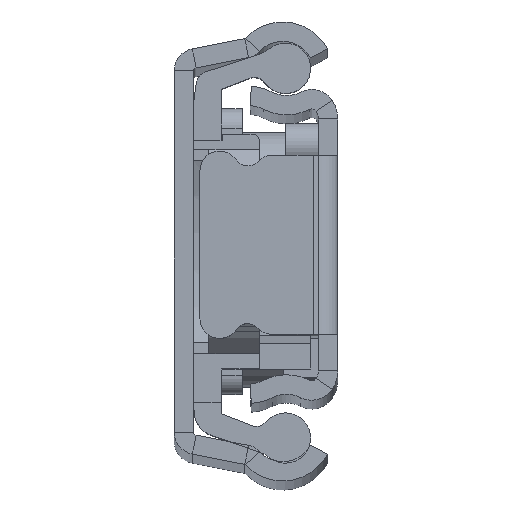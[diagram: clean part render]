
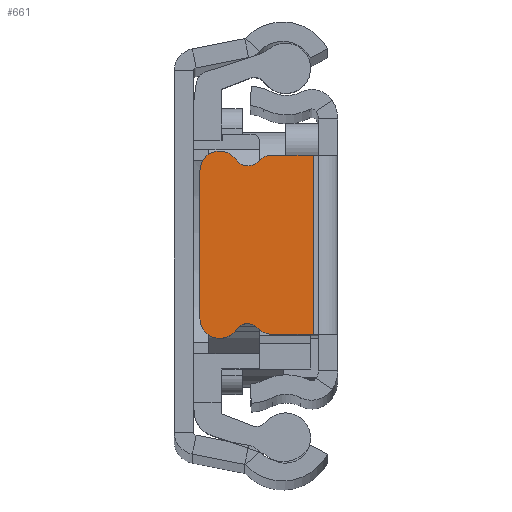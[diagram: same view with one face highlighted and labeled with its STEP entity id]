
A CAD part, top view. The second image highlights one B-rep face of the part: STEP entity #661.
In plain terms, the highlighted planar face has unit normal (0, 0, 1).
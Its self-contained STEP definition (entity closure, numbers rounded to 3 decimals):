
#26 = DIRECTION ( 'NONE',  ( 0., 0., 1. ) ) ;
#164 = CARTESIAN_POINT ( 'NONE',  ( -9.2, 7.25, 0. ) ) ;
#277 = CARTESIAN_POINT ( 'NONE',  ( 0., 7.25, 0. ) ) ;
#346 = CARTESIAN_POINT ( 'NONE',  ( 0., 0., 0. ) ) ;
#382 = LINE ( 'NONE', #5338, #9084 ) ;
#661 = ADVANCED_FACE ( 'NONE', ( #14063 ), #8169, .F. ) ;
#886 = VERTEX_POINT ( 'NONE', #164 ) ;
#942 = CARTESIAN_POINT ( 'NONE',  ( -9.14, 7.25, 0. ) ) ;
#1035 = DIRECTION ( 'NONE',  ( 0., 0., 1. ) ) ;
#1051 = CIRCLE ( 'NONE', #4161, 1.5 ) ;
#1192 = VERTEX_POINT ( 'NONE', #7177 ) ;
#1293 = CIRCLE ( 'NONE', #13276, 1.1 ) ;
#1380 = DIRECTION ( 'NONE',  ( 0., 0., 1. ) ) ;
#1408 = CIRCLE ( 'NONE', #10516, 1.5 ) ;
#1528 = ORIENTED_EDGE ( 'NONE', *, *, #15603, .T. ) ;
#1678 = CARTESIAN_POINT ( 'NONE',  ( -10.7, 5.75, 0. ) ) ;
#1796 = CIRCLE ( 'NONE', #11961, 1.1 ) ;
#1936 = AXIS2_PLACEMENT_3D ( 'NONE', #12641, #1380, #12475 ) ;
#1959 = CARTESIAN_POINT ( 'NONE',  ( -5.078, 6.95, 0. ) ) ;
#1993 = DIRECTION ( 'NONE',  ( 0., 0., -1. ) ) ;
#2108 = CARTESIAN_POINT ( 'NONE',  ( -6.99, 7.212, 0. ) ) ;
#2262 = DIRECTION ( 'NONE',  ( 0., 0., -1. ) ) ;
#2263 = ORIENTED_EDGE ( 'NONE', *, *, #10440, .T. ) ;
#2381 = ORIENTED_EDGE ( 'NONE', *, *, #11052, .T. ) ;
#2594 = DIRECTION ( 'NONE',  ( 1., 0., 0. ) ) ;
#2910 = DIRECTION ( 'NONE',  ( 0., 0., 1. ) ) ;
#3022 = CARTESIAN_POINT ( 'NONE',  ( -7.9, 6.593, 0. ) ) ;
#3209 = ORIENTED_EDGE ( 'NONE', *, *, #8493, .T. ) ;
#3376 = CARTESIAN_POINT ( 'NONE',  ( -6.99, 7.212, 0. ) ) ;
#3389 = VERTEX_POINT ( 'NONE', #942 ) ;
#3434 = DIRECTION ( 'NONE',  ( 0., -1., 0. ) ) ;
#3453 = CARTESIAN_POINT ( 'NONE',  ( -6.181, -6.467, 0. ) ) ;
#3479 = LINE ( 'NONE', #7321, #6787 ) ;
#3481 = VECTOR ( 'NONE', #2594, 1000. ) ;
#3634 = ORIENTED_EDGE ( 'NONE', *, *, #7373, .T. ) ;
#3765 = DIRECTION ( 'NONE',  ( 0., 0., 1. ) ) ;
#3870 = CARTESIAN_POINT ( 'NONE',  ( -9.2, -5.75, 0. ) ) ;
#3941 = DIRECTION ( 'NONE',  ( -1., 0., 0. ) ) ;
#4121 = DIRECTION ( 'NONE',  ( 0., 0., -1. ) ) ;
#4161 = AXIS2_PLACEMENT_3D ( 'NONE', #13815, #3765, #8744 ) ;
#4434 = ORIENTED_EDGE ( 'NONE', *, *, #16100, .T. ) ;
#4559 = VERTEX_POINT ( 'NONE', #3453 ) ;
#4966 = ORIENTED_EDGE ( 'NONE', *, *, #15403, .T. ) ;
#5218 = VERTEX_POINT ( 'NONE', #11342 ) ;
#5312 = DIRECTION ( 'NONE',  ( -1., 0., 0. ) ) ;
#5338 = CARTESIAN_POINT ( 'NONE',  ( 1.206, 6.95, 0. ) ) ;
#5578 = ORIENTED_EDGE ( 'NONE', *, *, #11972, .T. ) ;
#5587 = CIRCLE ( 'NONE', #1936, 1.5 ) ;
#5996 = DIRECTION ( 'NONE',  ( 0., 1., 0. ) ) ;
#6088 = VECTOR ( 'NONE', #12624, 1000. ) ;
#6136 = VERTEX_POINT ( 'NONE', #13093 ) ;
#6179 = ORIENTED_EDGE ( 'NONE', *, *, #12286, .F. ) ;
#6420 = CARTESIAN_POINT ( 'NONE',  ( -6.99, -7.212, 0. ) ) ;
#6549 = LINE ( 'NONE', #277, #7998 ) ;
#6615 = VERTEX_POINT ( 'NONE', #1959 ) ;
#6648 = DIRECTION ( 'NONE',  ( -1., 0., 0. ) ) ;
#6787 = VECTOR ( 'NONE', #12054, 1000. ) ;
#6933 = CARTESIAN_POINT ( 'NONE',  ( -10.7, -5.75, 0. ) ) ;
#6964 = ORIENTED_EDGE ( 'NONE', *, *, #16119, .T. ) ;
#7028 = VECTOR ( 'NONE', #3434, 1000. ) ;
#7094 = DIRECTION ( 'NONE',  ( 0., -1., 0. ) ) ;
#7177 = CARTESIAN_POINT ( 'NONE',  ( -1.9, -6.95, 0. ) ) ;
#7321 = CARTESIAN_POINT ( 'NONE',  ( 0., -6.95, 0. ) ) ;
#7342 = CARTESIAN_POINT ( 'NONE',  ( 0., -7.25, 0. ) ) ;
#7364 = DIRECTION ( 'NONE',  ( 0., 1., 0. ) ) ;
#7373 = EDGE_CURVE ( 'NONE', #10861, #6615, #382, .T. ) ;
#7609 = EDGE_CURVE ( 'NONE', #6136, #15213, #15678, .T. ) ;
#7648 = LINE ( 'NONE', #11628, #6088 ) ;
#7738 = EDGE_CURVE ( 'NONE', #3389, #886, #6549, .T. ) ;
#7880 = DIRECTION ( 'NONE',  ( 0., -1., 0. ) ) ;
#7882 = VERTEX_POINT ( 'NONE', #1678 ) ;
#7903 = DIRECTION ( 'NONE',  ( 0., 1., 0. ) ) ;
#7968 = VERTEX_POINT ( 'NONE', #10880 ) ;
#7998 = VECTOR ( 'NONE', #3941, 1000. ) ;
#8169 = PLANE ( 'NONE',  #13623 ) ;
#8493 = EDGE_CURVE ( 'NONE', #6615, #15905, #12434, .T. ) ;
#8601 = DIRECTION ( 'NONE',  ( 0., 0., 1. ) ) ;
#8744 = DIRECTION ( 'NONE',  ( 0., 1., 0. ) ) ;
#8906 = CARTESIAN_POINT ( 'NONE',  ( -6.99, 6.112, 0. ) ) ;
#9084 = VECTOR ( 'NONE', #6648, 1000. ) ;
#9404 = AXIS2_PLACEMENT_3D ( 'NONE', #16123, #8601, #5996 ) ;
#9405 = CARTESIAN_POINT ( 'NONE',  ( -1.9, -7.25, 0. ) ) ;
#10440 = EDGE_CURVE ( 'NONE', #15905, #14825, #1796, .T. ) ;
#10484 = VERTEX_POINT ( 'NONE', #6933 ) ;
#10516 = AXIS2_PLACEMENT_3D ( 'NONE', #11567, #2910, #7903 ) ;
#10861 = VERTEX_POINT ( 'NONE', #13187 ) ;
#10880 = CARTESIAN_POINT ( 'NONE',  ( -9.2, -7.25, 0. ) ) ;
#11021 = CIRCLE ( 'NONE', #13652, 1.1 ) ;
#11052 = EDGE_CURVE ( 'NONE', #10484, #7968, #14562, .T. ) ;
#11342 = CARTESIAN_POINT ( 'NONE',  ( -5.078, -6.95, 0. ) ) ;
#11394 = AXIS2_PLACEMENT_3D ( 'NONE', #12502, #26, #7364 ) ;
#11567 = CARTESIAN_POINT ( 'NONE',  ( -5.078, -5.45, 0. ) ) ;
#11628 = CARTESIAN_POINT ( 'NONE',  ( -10.7, 0., 0. ) ) ;
#11671 = DIRECTION ( 'NONE',  ( 0., 0., -1. ) ) ;
#11932 = LINE ( 'NONE', #9405, #7028 ) ;
#11961 = AXIS2_PLACEMENT_3D ( 'NONE', #2108, #2262, #7094 ) ;
#11972 = EDGE_CURVE ( 'NONE', #14825, #14858, #1293, .T. ) ;
#12054 = DIRECTION ( 'NONE',  ( 1., 0., 0. ) ) ;
#12286 = EDGE_CURVE ( 'NONE', #10861, #1192, #11932, .T. ) ;
#12400 = EDGE_LOOP ( 'NONE', ( #13054, #6179, #3634, #3209, #2263, #5578, #13447, #13172, #1528, #6964, #2381, #14726, #15434, #4434, #4966 ) ) ;
#12434 = CIRCLE ( 'NONE', #11394, 1.5 ) ;
#12465 = EDGE_CURVE ( 'NONE', #14858, #3389, #1051, .T. ) ;
#12475 = DIRECTION ( 'NONE',  ( -1., 0., 0. ) ) ;
#12502 = CARTESIAN_POINT ( 'NONE',  ( -5.078, 5.45, 0. ) ) ;
#12624 = DIRECTION ( 'NONE',  ( 0., -1., 0. ) ) ;
#12641 = CARTESIAN_POINT ( 'NONE',  ( -9.2, 5.75, 0. ) ) ;
#12772 = EDGE_CURVE ( 'NONE', #5218, #1192, #3479, .T. ) ;
#13054 = ORIENTED_EDGE ( 'NONE', *, *, #12772, .T. ) ;
#13093 = CARTESIAN_POINT ( 'NONE',  ( -9.14, -7.25, 0. ) ) ;
#13172 = ORIENTED_EDGE ( 'NONE', *, *, #7738, .T. ) ;
#13187 = CARTESIAN_POINT ( 'NONE',  ( -1.9, 6.95, 0. ) ) ;
#13276 = AXIS2_PLACEMENT_3D ( 'NONE', #3376, #1993, #15882 ) ;
#13435 = DIRECTION ( 'NONE',  ( -1., 0., 0. ) ) ;
#13447 = ORIENTED_EDGE ( 'NONE', *, *, #12465, .T. ) ;
#13623 = AXIS2_PLACEMENT_3D ( 'NONE', #346, #11671, #5312 ) ;
#13652 = AXIS2_PLACEMENT_3D ( 'NONE', #6420, #4121, #7880 ) ;
#13796 = LINE ( 'NONE', #7342, #3481 ) ;
#13815 = CARTESIAN_POINT ( 'NONE',  ( -9.14, 5.75, 0. ) ) ;
#14063 = FACE_OUTER_BOUND ( 'NONE', #12400, .T. ) ;
#14521 = CARTESIAN_POINT ( 'NONE',  ( -6.181, 6.467, 0. ) ) ;
#14562 = CIRCLE ( 'NONE', #15086, 1.5 ) ;
#14726 = ORIENTED_EDGE ( 'NONE', *, *, #15303, .T. ) ;
#14825 = VERTEX_POINT ( 'NONE', #8906 ) ;
#14858 = VERTEX_POINT ( 'NONE', #3022 ) ;
#15086 = AXIS2_PLACEMENT_3D ( 'NONE', #3870, #1035, #13435 ) ;
#15213 = VERTEX_POINT ( 'NONE', #16082 ) ;
#15303 = EDGE_CURVE ( 'NONE', #7968, #6136, #13796, .T. ) ;
#15403 = EDGE_CURVE ( 'NONE', #4559, #5218, #1408, .T. ) ;
#15434 = ORIENTED_EDGE ( 'NONE', *, *, #7609, .T. ) ;
#15603 = EDGE_CURVE ( 'NONE', #886, #7882, #5587, .T. ) ;
#15678 = CIRCLE ( 'NONE', #9404, 1.5 ) ;
#15882 = DIRECTION ( 'NONE',  ( 0., -1., 0. ) ) ;
#15905 = VERTEX_POINT ( 'NONE', #14521 ) ;
#16082 = CARTESIAN_POINT ( 'NONE',  ( -7.9, -6.593, 0. ) ) ;
#16100 = EDGE_CURVE ( 'NONE', #15213, #4559, #11021, .T. ) ;
#16119 = EDGE_CURVE ( 'NONE', #7882, #10484, #7648, .T. ) ;
#16123 = CARTESIAN_POINT ( 'NONE',  ( -9.14, -5.75, 0. ) ) ;
